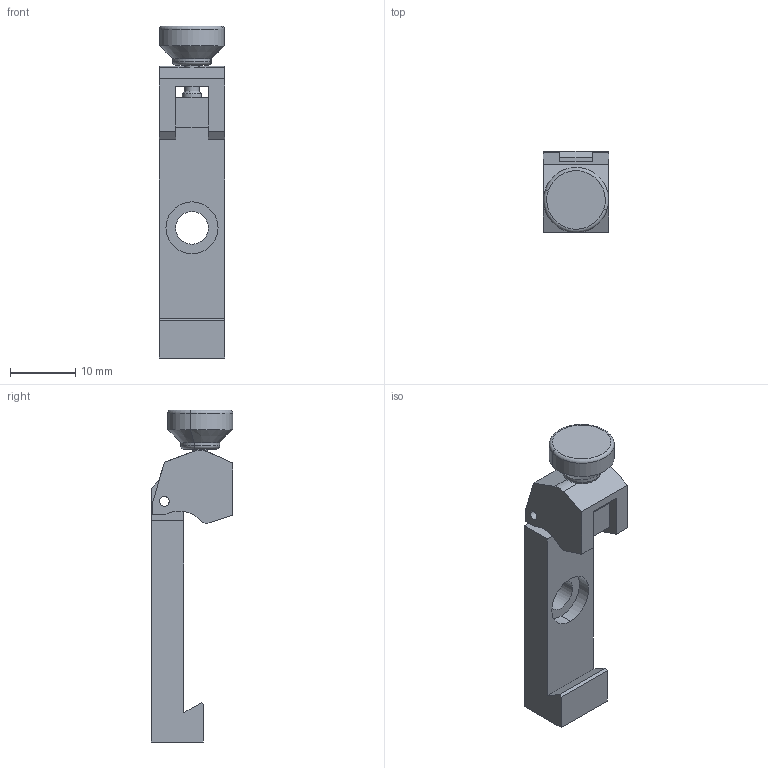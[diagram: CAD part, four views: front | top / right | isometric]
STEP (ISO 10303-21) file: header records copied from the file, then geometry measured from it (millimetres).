
FILE_DESCRIPTION (( 'STEP AP203' ), '1' );
FILE_NAME ('4.2.2.1，H40Z-10，40mm滑轨安装座，宽度10mm，A.STEP', '2024-05-31T07:47:00', ( '' ), ( '' ), 'SwSTEP 2.0', 'SolidWorks 2021', '' );
FILE_SCHEMA (( 'CONFIG_CONTROL_DESIGN' ));
Length unit declared in the file: millimetre
Products named in the file (4): 4.2.2.1.3，40mm滑轨安装座锁紧旋钮，A; 4.2.2.1.1，40mm滑轨安装座主体，宽度10mm，A; 4.2.2.1.2，40mm滑轨安装座压块，宽度25mm，B; 4.2.2.1，H40Z-10，40mm滑轨安装座，宽度10mm，A
Assembly tree (3 placements, depth 2):
  4.2.2.1，H40Z-10，40mm滑轨安装座，宽度10mm，A
    4.2.2.1.1，40mm滑轨安装座主体，宽度10mm，A
    4.2.2.1.2，40mm滑轨安装座压块，宽度25mm，B
    4.2.2.1.3，40mm滑轨安装座锁紧旋钮，A
Bounding box: 10 x 12.5 x 51.03 mm (x, y, z)
Volume: 2971.3 mm3; surface area: 2646.7 mm2
Topology: 3 solids, 3 shells, 78 faces, 194 edges, 124 vertices
Faces by surface type: plane 36, cylinder 30, cone 8, torus 4
Entity records: 2780 total; most frequent: CARTESIAN_POINT 442, DIRECTION 424, ORIENTED_EDGE 388, EDGE_CURVE 194, AXIS2_PLACEMENT_3D 152, VERTEX_POINT 124, LINE 120, VECTOR 120
